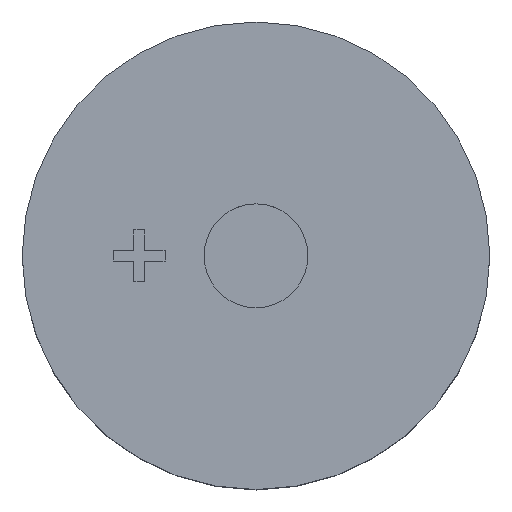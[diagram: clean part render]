
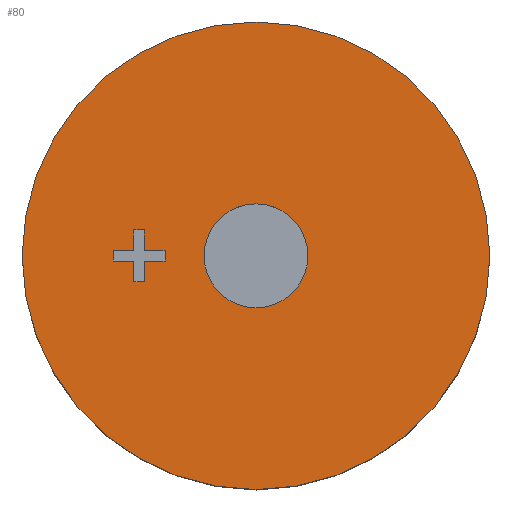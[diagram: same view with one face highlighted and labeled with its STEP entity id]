
A CAD part, top view. The second image highlights one B-rep face of the part: STEP entity #80.
In plain terms, the highlighted planar face has unit normal (0, 0, 1).
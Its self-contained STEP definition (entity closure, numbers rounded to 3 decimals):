
#80 = ADVANCED_FACE( '', ( #161, #162, #163 ), #164, .F. );
#161 = FACE_BOUND( '', #242, .T. );
#162 = FACE_OUTER_BOUND( '', #243, .T. );
#163 = FACE_BOUND( '', #244, .T. );
#164 = PLANE( '', #245 );
#242 = EDGE_LOOP( '', ( #392, #393, #394, #395, #396, #397, #398, #399, #400, #401, #402, #403 ) );
#243 = EDGE_LOOP( '', ( #404 ) );
#244 = EDGE_LOOP( '', ( #405 ) );
#245 = AXIS2_PLACEMENT_3D( '', #406, #407, #408 );
#392 = ORIENTED_EDGE( '', *, *, #439, .F. );
#393 = ORIENTED_EDGE( '', *, *, #464, .F. );
#394 = ORIENTED_EDGE( '', *, *, #485, .F. );
#395 = ORIENTED_EDGE( '', *, *, #497, .F. );
#396 = ORIENTED_EDGE( '', *, *, #460, .F. );
#397 = ORIENTED_EDGE( '', *, *, #444, .F. );
#398 = ORIENTED_EDGE( '', *, *, #457, .F. );
#399 = ORIENTED_EDGE( '', *, *, #449, .F. );
#400 = ORIENTED_EDGE( '', *, *, #468, .F. );
#401 = ORIENTED_EDGE( '', *, *, #474, .F. );
#402 = ORIENTED_EDGE( '', *, *, #481, .F. );
#403 = ORIENTED_EDGE( '', *, *, #498, .F. );
#404 = ORIENTED_EDGE( '', *, *, #454, .F. );
#405 = ORIENTED_EDGE( '', *, *, #499, .T. );
#406 = CARTESIAN_POINT( '', ( 2.25, 0., 4.2 ) );
#407 = DIRECTION( '', ( 0., 0., -1. ) );
#408 = DIRECTION( '', ( -1., 0., 0. ) );
#439 = EDGE_CURVE( '', #505, #506, #507, .T. );
#444 = EDGE_CURVE( '', #514, #515, #516, .T. );
#449 = EDGE_CURVE( '', #523, #524, #525, .T. );
#454 = EDGE_CURVE( '', #532, #532, #533, .T. );
#457 = EDGE_CURVE( '', #524, #514, #537, .T. );
#460 = EDGE_CURVE( '', #515, #540, #541, .T. );
#464 = EDGE_CURVE( '', #546, #505, #547, .T. );
#468 = EDGE_CURVE( '', #552, #523, #553, .T. );
#474 = EDGE_CURVE( '', #561, #552, #562, .T. );
#481 = EDGE_CURVE( '', #572, #561, #573, .T. );
#485 = EDGE_CURVE( '', #578, #546, #579, .T. );
#497 = EDGE_CURVE( '', #540, #578, #594, .T. );
#498 = EDGE_CURVE( '', #506, #572, #595, .T. );
#499 = EDGE_CURVE( '', #596, #596, #597, .T. );
#505 = VERTEX_POINT( '', #603 );
#506 = VERTEX_POINT( '', #604 );
#507 = LINE( '', #605, #606 );
#514 = VERTEX_POINT( '', #616 );
#515 = VERTEX_POINT( '', #617 );
#516 = LINE( '', #618, #619 );
#523 = VERTEX_POINT( '', #629 );
#524 = VERTEX_POINT( '', #630 );
#525 = LINE( '', #631, #632 );
#532 = VERTEX_POINT( '', #642 );
#533 = CIRCLE( '', #643, 4.5 );
#537 = LINE( '', #647, #648 );
#540 = VERTEX_POINT( '', #652 );
#541 = LINE( '', #653, #654 );
#546 = VERTEX_POINT( '', #661 );
#547 = LINE( '', #662, #663 );
#552 = VERTEX_POINT( '', #670 );
#553 = LINE( '', #671, #672 );
#561 = VERTEX_POINT( '', #682 );
#562 = LINE( '', #683, #684 );
#572 = VERTEX_POINT( '', #696 );
#573 = LINE( '', #697, #698 );
#578 = VERTEX_POINT( '', #705 );
#579 = LINE( '', #706, #707 );
#594 = LINE( '', #726, #727 );
#595 = LINE( '', #728, #729 );
#596 = VERTEX_POINT( '', #730 );
#597 = CIRCLE( '', #731, 1. );
#603 = CARTESIAN_POINT( '', ( 0.1, -0.1, 4.2 ) );
#604 = CARTESIAN_POINT( '', ( 0.5, -0.1, 4.2 ) );
#605 = CARTESIAN_POINT( '', ( 0.1, -0.1, 4.2 ) );
#606 = VECTOR( '', #736, 1000. );
#616 = CARTESIAN_POINT( '', ( -0.5, 0.1, 4.2 ) );
#617 = CARTESIAN_POINT( '', ( -0.5, -0.1, 4.2 ) );
#618 = CARTESIAN_POINT( '', ( -0.5, 0.1, 4.2 ) );
#619 = VECTOR( '', #740, 1000. );
#629 = CARTESIAN_POINT( '', ( -0.1, 0.5, 4.2 ) );
#630 = CARTESIAN_POINT( '', ( -0.1, 0.1, 4.2 ) );
#631 = CARTESIAN_POINT( '', ( -0.1, 0.5, 4.2 ) );
#632 = VECTOR( '', #744, 1000. );
#642 = CARTESIAN_POINT( '', ( 6.75, 0., 4.2 ) );
#643 = AXIS2_PLACEMENT_3D( '', #748, #749, #750 );
#647 = CARTESIAN_POINT( '', ( -0.1, 0.1, 4.2 ) );
#648 = VECTOR( '', #754, 1000. );
#652 = CARTESIAN_POINT( '', ( -0.1, -0.1, 4.2 ) );
#653 = CARTESIAN_POINT( '', ( -0.5, -0.1, 4.2 ) );
#654 = VECTOR( '', #756, 1000. );
#661 = CARTESIAN_POINT( '', ( 0.1, -0.5, 4.2 ) );
#662 = CARTESIAN_POINT( '', ( 0.1, -0.5, 4.2 ) );
#663 = VECTOR( '', #759, 1000. );
#670 = CARTESIAN_POINT( '', ( 0.1, 0.5, 4.2 ) );
#671 = CARTESIAN_POINT( '', ( 0.1, 0.5, 4.2 ) );
#672 = VECTOR( '', #762, 1000. );
#682 = CARTESIAN_POINT( '', ( 0.1, 0.1, 4.2 ) );
#683 = CARTESIAN_POINT( '', ( 0.1, 0.1, 4.2 ) );
#684 = VECTOR( '', #768, 1000. );
#696 = CARTESIAN_POINT( '', ( 0.5, 0.1, 4.2 ) );
#697 = CARTESIAN_POINT( '', ( 0.5, 0.1, 4.2 ) );
#698 = VECTOR( '', #777, 1000. );
#705 = CARTESIAN_POINT( '', ( -0.1, -0.5, 4.2 ) );
#706 = CARTESIAN_POINT( '', ( -0.1, -0.5, 4.2 ) );
#707 = VECTOR( '', #780, 1000. );
#726 = CARTESIAN_POINT( '', ( -0.1, -0.1, 4.2 ) );
#727 = VECTOR( '', #791, 1000. );
#728 = CARTESIAN_POINT( '', ( 0.5, -0.1, 4.2 ) );
#729 = VECTOR( '', #792, 1000. );
#730 = CARTESIAN_POINT( '', ( 3.25, 0., 4.2 ) );
#731 = AXIS2_PLACEMENT_3D( '', #793, #794, #795 );
#736 = DIRECTION( '', ( 1., 0., 0. ) );
#740 = DIRECTION( '', ( 0., -1., 0. ) );
#744 = DIRECTION( '', ( 0., -1., 0. ) );
#748 = CARTESIAN_POINT( '', ( 2.25, 0., 4.2 ) );
#749 = DIRECTION( '', ( 0., 0., -1. ) );
#750 = DIRECTION( '', ( 1., 0., 0. ) );
#754 = DIRECTION( '', ( -1., 0., 0. ) );
#756 = DIRECTION( '', ( 1., 0., 0. ) );
#759 = DIRECTION( '', ( 0., 1., 0. ) );
#762 = DIRECTION( '', ( -1., 0., 0. ) );
#768 = DIRECTION( '', ( 0., 1., 0. ) );
#777 = DIRECTION( '', ( -1., 0., 0. ) );
#780 = DIRECTION( '', ( 1., 0., 0. ) );
#791 = DIRECTION( '', ( 0., -1., 0. ) );
#792 = DIRECTION( '', ( 0., 1., 0. ) );
#793 = CARTESIAN_POINT( '', ( 2.25, 0., 4.2 ) );
#794 = DIRECTION( '', ( 0., 0., -1. ) );
#795 = DIRECTION( '', ( 1., 0., 0. ) );
